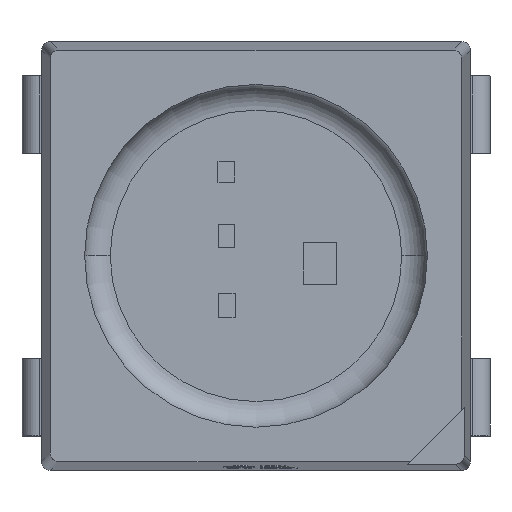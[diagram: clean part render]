
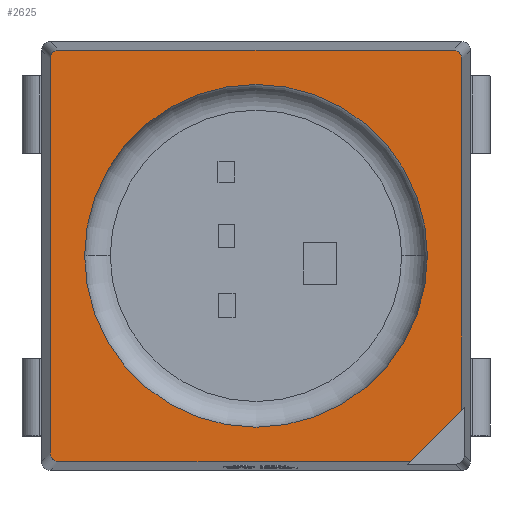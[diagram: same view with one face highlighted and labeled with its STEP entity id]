
A CAD part, top view. The second image highlights one B-rep face of the part: STEP entity #2625.
In plain terms, the highlighted planar face has unit normal (0, 0, 1).
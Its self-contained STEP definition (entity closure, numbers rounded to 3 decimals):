
#472 = DIRECTION ( 'NONE',  ( 1., 0., 0. ) ) ;
#694 = ORIENTED_EDGE ( 'NONE', *, *, #15428, .T. ) ;
#951 = AXIS2_PLACEMENT_3D ( 'NONE', #17592, #4408, #472 ) ;
#1052 = PLANE ( 'NONE',  #6311 ) ;
#1267 = CARTESIAN_POINT ( 'NONE',  ( -2.4, -2.5, 1.6 ) ) ;
#1415 = FACE_BOUND ( 'NONE', #14929, .T. ) ;
#1705 = ORIENTED_EDGE ( 'NONE', *, *, #17246, .T. ) ;
#1884 = CARTESIAN_POINT ( 'NONE',  ( -2.3, -2.4, 1.6 ) ) ;
#2248 = VECTOR ( 'NONE', #7485, 1000. ) ;
#2263 = VERTEX_POINT ( 'NONE', #2667 ) ;
#2609 = CARTESIAN_POINT ( 'NONE',  ( 0., 0., 1.6 ) ) ;
#2625 = ADVANCED_FACE ( 'NONE', ( #9571, #1415 ), #1052, .T. ) ;
#2667 = CARTESIAN_POINT ( 'NONE',  ( -2., 0., 1.6 ) ) ;
#2714 = CARTESIAN_POINT ( 'NONE',  ( -2.4, -2.3, 1.6 ) ) ;
#2834 = LINE ( 'NONE', #8610, #15080 ) ;
#3128 = DIRECTION ( 'NONE',  ( 1., 0., 0. ) ) ;
#3243 =( BOUNDED_CURVE ( )  B_SPLINE_CURVE ( 3, ( #7854, #13383, #7578, #1884 ),
 .UNSPECIFIED., .F., .T. ) 
 B_SPLINE_CURVE_WITH_KNOTS ( ( 4, 4 ),
 ( 2.361, 3.922 ),
 .UNSPECIFIED. ) 
 CURVE ( )  GEOMETRIC_REPRESENTATION_ITEM ( )  RATIONAL_B_SPLINE_CURVE ( ( 1., 0.807, 0.807, 1. ) ) 
 REPRESENTATION_ITEM ( '' )  );
#3391 = VERTEX_POINT ( 'NONE', #16589 ) ;
#4023 = VERTEX_POINT ( 'NONE', #6115 ) ;
#4294 = DIRECTION ( 'NONE',  ( 0., 0., 1. ) ) ;
#4408 = DIRECTION ( 'NONE',  ( 0., 0., 1. ) ) ;
#4632 = DIRECTION ( 'NONE',  ( 0., -1., 0. ) ) ;
#4885 = ORIENTED_EDGE ( 'NONE', *, *, #17890, .T. ) ;
#4922 = DIRECTION ( 'NONE',  ( 0., 1., 0. ) ) ;
#5155 = VECTOR ( 'NONE', #3128, 1000. ) ;
#5420 = ORIENTED_EDGE ( 'NONE', *, *, #17079, .T. ) ;
#5662 = ORIENTED_EDGE ( 'NONE', *, *, #13224, .F. ) ;
#6115 = CARTESIAN_POINT ( 'NONE',  ( 2.3, 2.4, 1.6 ) ) ;
#6311 = AXIS2_PLACEMENT_3D ( 'NONE', #9676, #18461, #11311 ) ;
#6345 = VERTEX_POINT ( 'NONE', #15690 ) ;
#7059 = CARTESIAN_POINT ( 'NONE',  ( 2.4, 2.3, 1.6 ) ) ;
#7394 = VERTEX_POINT ( 'NONE', #16131 ) ;
#7485 = DIRECTION ( 'NONE',  ( -1., 0., 0. ) ) ;
#7486 = VERTEX_POINT ( 'NONE', #13239 ) ;
#7578 = CARTESIAN_POINT ( 'NONE',  ( -2.359, -2.4, 1.6 ) ) ;
#7854 = CARTESIAN_POINT ( 'NONE',  ( -2.4, -2.3, 1.6 ) ) ;
#8338 = ORIENTED_EDGE ( 'NONE', *, *, #15971, .T. ) ;
#8391 = VECTOR ( 'NONE', #4632, 1000. ) ;
#8610 = CARTESIAN_POINT ( 'NONE',  ( 2.5, -1.7, 1.6 ) ) ;
#8659 = CARTESIAN_POINT ( 'NONE',  ( 2.4, 2.359, 1.6 ) ) ;
#8973 = ORIENTED_EDGE ( 'NONE', *, *, #18445, .T. ) ;
#9256 = LINE ( 'NONE', #17877, #2248 ) ;
#9322 = CARTESIAN_POINT ( 'NONE',  ( -2.3, 2.4, 1.6 ) ) ;
#9571 = FACE_OUTER_BOUND ( 'NONE', #10619, .T. ) ;
#9676 = CARTESIAN_POINT ( 'NONE',  ( 0., 0., 1.6 ) ) ;
#9996 = VERTEX_POINT ( 'NONE', #7059 ) ;
#10100 = DIRECTION ( 'NONE',  ( 1., 0., 0. ) ) ;
#10203 = VERTEX_POINT ( 'NONE', #10222 ) ;
#10222 = CARTESIAN_POINT ( 'NONE',  ( -2.3, -2.4, 1.6 ) ) ;
#10619 = EDGE_LOOP ( 'NONE', ( #10671, #5420, #4885, #8973, #8338, #17692, #694, #1705 ) ) ;
#10671 = ORIENTED_EDGE ( 'NONE', *, *, #13627, .F. ) ;
#10991 = VERTEX_POINT ( 'NONE', #16963 ) ;
#11311 = DIRECTION ( 'NONE',  ( 1., 0., 0. ) ) ;
#11332 = ORIENTED_EDGE ( 'NONE', *, *, #15082, .F. ) ;
#11442 = CARTESIAN_POINT ( 'NONE',  ( 2.4, 2.3, 1.6 ) ) ;
#11687 = CARTESIAN_POINT ( 'NONE',  ( 2.5, -2.4, 1.6 ) ) ;
#12104 = CARTESIAN_POINT ( 'NONE',  ( -2.359, 2.4, 1.6 ) ) ;
#12265 = LINE ( 'NONE', #17920, #15362 ) ;
#12390 = CARTESIAN_POINT ( 'NONE',  ( -2.4, 2.3, 1.6 ) ) ;
#12622 = EDGE_CURVE ( 'NONE', #6345, #17428, #14171, .T. ) ;
#13224 = EDGE_CURVE ( 'NONE', #2263, #7394, #16881, .T. ) ;
#13239 = CARTESIAN_POINT ( 'NONE',  ( -2.3, 2.4, 1.6 ) ) ;
#13383 = CARTESIAN_POINT ( 'NONE',  ( -2.4, -2.359, 1.6 ) ) ;
#13481 =( BOUNDED_CURVE ( )  B_SPLINE_CURVE ( 3, ( #9322, #12104, #15101, #12390 ),
 .UNSPECIFIED., .F., .T. ) 
 B_SPLINE_CURVE_WITH_KNOTS ( ( 4, 4 ),
 ( 2.361, 3.922 ),
 .UNSPECIFIED. ) 
 CURVE ( )  GEOMETRIC_REPRESENTATION_ITEM ( )  RATIONAL_B_SPLINE_CURVE ( ( 1., 0.807, 0.807, 1. ) ) 
 REPRESENTATION_ITEM ( '' )  );
#13627 = EDGE_CURVE ( 'NONE', #10991, #3391, #2834, .T. ) ;
#14171 = LINE ( 'NONE', #1267, #8391 ) ;
#14391 = DIRECTION ( 'NONE',  ( -0.707, -0.707, 0. ) ) ;
#14438 = CARTESIAN_POINT ( 'NONE',  ( 2.359, 2.4, 1.6 ) ) ;
#14929 = EDGE_LOOP ( 'NONE', ( #11332, #5662 ) ) ;
#15080 = VECTOR ( 'NONE', #14391, 1000. ) ;
#15082 = EDGE_CURVE ( 'NONE', #7394, #2263, #18027, .T. ) ;
#15101 = CARTESIAN_POINT ( 'NONE',  ( -2.4, 2.359, 1.6 ) ) ;
#15362 = VECTOR ( 'NONE', #4922, 1000. ) ;
#15428 = EDGE_CURVE ( 'NONE', #17428, #10203, #3243, .T. ) ;
#15690 = CARTESIAN_POINT ( 'NONE',  ( -2.4, 2.3, 1.6 ) ) ;
#15971 = EDGE_CURVE ( 'NONE', #7486, #6345, #13481, .T. ) ;
#16131 = CARTESIAN_POINT ( 'NONE',  ( 2., 0., 1.6 ) ) ;
#16589 = CARTESIAN_POINT ( 'NONE',  ( 1.8, -2.4, 1.6 ) ) ;
#16881 = CIRCLE ( 'NONE', #951, 2. ) ;
#16963 = CARTESIAN_POINT ( 'NONE',  ( 2.4, -1.8, 1.6 ) ) ;
#17079 = EDGE_CURVE ( 'NONE', #10991, #9996, #12265, .T. ) ;
#17151 = LINE ( 'NONE', #11687, #5155 ) ;
#17176 = CARTESIAN_POINT ( 'NONE',  ( 2.3, 2.4, 1.6 ) ) ;
#17246 = EDGE_CURVE ( 'NONE', #10203, #3391, #17151, .T. ) ;
#17428 = VERTEX_POINT ( 'NONE', #2714 ) ;
#17592 = CARTESIAN_POINT ( 'NONE',  ( 0., 0., 1.6 ) ) ;
#17692 = ORIENTED_EDGE ( 'NONE', *, *, #12622, .T. ) ;
#17877 = CARTESIAN_POINT ( 'NONE',  ( -2.5, 2.4, 1.6 ) ) ;
#17890 = EDGE_CURVE ( 'NONE', #9996, #4023, #18529, .T. ) ;
#17920 = CARTESIAN_POINT ( 'NONE',  ( 2.4, 2.5, 1.6 ) ) ;
#18027 = CIRCLE ( 'NONE', #18324, 2. ) ;
#18324 = AXIS2_PLACEMENT_3D ( 'NONE', #2609, #4294, #10100 ) ;
#18445 = EDGE_CURVE ( 'NONE', #4023, #7486, #9256, .T. ) ;
#18461 = DIRECTION ( 'NONE',  ( 0., 0., 1. ) ) ;
#18529 =( BOUNDED_CURVE ( )  B_SPLINE_CURVE ( 3, ( #11442, #8659, #14438, #17176 ),
 .UNSPECIFIED., .F., .T. ) 
 B_SPLINE_CURVE_WITH_KNOTS ( ( 4, 4 ),
 ( 5.503, 7.064 ),
 .UNSPECIFIED. ) 
 CURVE ( )  GEOMETRIC_REPRESENTATION_ITEM ( )  RATIONAL_B_SPLINE_CURVE ( ( 1., 0.807, 0.807, 1. ) ) 
 REPRESENTATION_ITEM ( '' )  );
